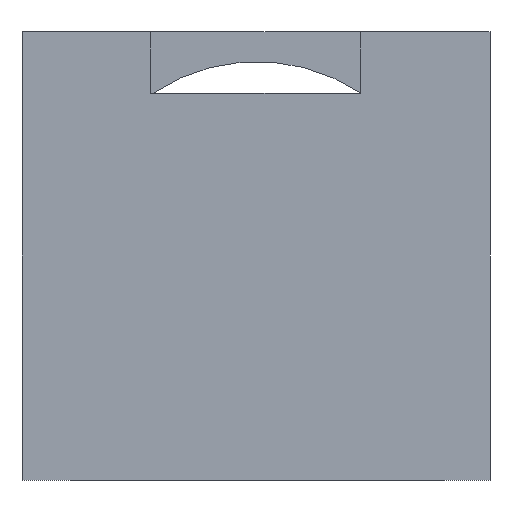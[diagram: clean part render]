
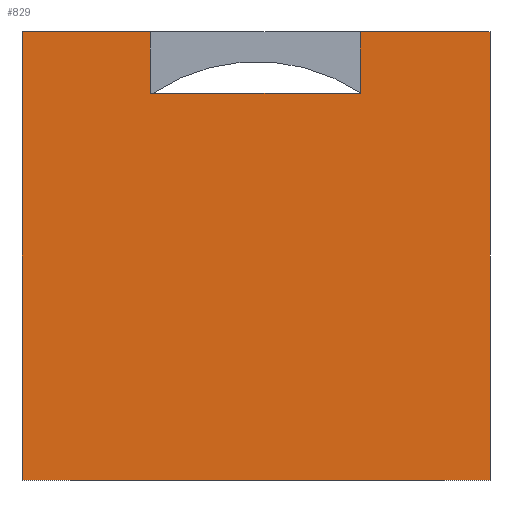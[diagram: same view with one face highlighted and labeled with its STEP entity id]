
A CAD part, front view. The second image highlights one B-rep face of the part: STEP entity #829.
In plain terms, the highlighted planar face has unit normal (0, -1, 0).
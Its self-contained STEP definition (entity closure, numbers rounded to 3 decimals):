
#62=FACE_OUTER_BOUND('',#102,.T.);
#102=EDGE_LOOP('',(#704,#705,#706,#707,#708,#709,#710,#711));
#140=LINE('',#1165,#246);
#144=LINE('',#1173,#250);
#169=LINE('',#1245,#275);
#175=LINE('',#1256,#281);
#177=LINE('',#1259,#283);
#193=LINE('',#1294,#299);
#212=LINE('',#1329,#318);
#213=LINE('',#1330,#319);
#246=VECTOR('',#938,10.);
#250=VECTOR('',#942,10.);
#275=VECTOR('',#1003,10.);
#281=VECTOR('',#1011,10.);
#283=VECTOR('',#1015,10.);
#299=VECTOR('',#1049,10.);
#318=VECTOR('',#1076,10.);
#319=VECTOR('',#1077,10.);
#347=VERTEX_POINT('',#1162);
#348=VERTEX_POINT('',#1164);
#351=VERTEX_POINT('',#1170);
#352=VERTEX_POINT('',#1172);
#381=VERTEX_POINT('',#1244);
#385=VERTEX_POINT('',#1255);
#394=VERTEX_POINT('',#1290);
#395=VERTEX_POINT('',#1292);
#433=EDGE_CURVE('',#348,#347,#140,.T.);
#437=EDGE_CURVE('',#352,#351,#144,.T.);
#473=EDGE_CURVE('',#351,#381,#169,.T.);
#479=EDGE_CURVE('',#385,#348,#175,.T.);
#481=EDGE_CURVE('',#381,#385,#177,.T.);
#499=EDGE_CURVE('',#394,#395,#193,.T.);
#518=EDGE_CURVE('',#347,#394,#212,.T.);
#519=EDGE_CURVE('',#395,#352,#213,.T.);
#704=ORIENTED_EDGE('',*,*,#479,.T.);
#705=ORIENTED_EDGE('',*,*,#433,.T.);
#706=ORIENTED_EDGE('',*,*,#518,.T.);
#707=ORIENTED_EDGE('',*,*,#499,.T.);
#708=ORIENTED_EDGE('',*,*,#519,.T.);
#709=ORIENTED_EDGE('',*,*,#437,.T.);
#710=ORIENTED_EDGE('',*,*,#473,.T.);
#711=ORIENTED_EDGE('',*,*,#481,.T.);
#790=PLANE('',#884);
#829=ADVANCED_FACE('',(#62),#790,.T.);
#884=AXIS2_PLACEMENT_3D('',#1328,#1074,#1075);
#938=DIRECTION('',(-1.,0.,0.));
#942=DIRECTION('',(-1.,0.,0.));
#1003=DIRECTION('',(0.,0.,-1.));
#1011=DIRECTION('',(0.,0.,1.));
#1015=DIRECTION('',(-1.,0.,0.));
#1049=DIRECTION('',(1.,0.,0.));
#1074=DIRECTION('center_axis',(0.,-1.,0.));
#1075=DIRECTION('ref_axis',(0.,0.,-1.));
#1076=DIRECTION('',(0.,0.,-1.));
#1077=DIRECTION('',(0.,0.,1.));
#1162=CARTESIAN_POINT('',(-7.278,-26.245,6.698));
#1164=CARTESIAN_POINT('',(-3.298,-26.245,6.698));
#1165=CARTESIAN_POINT('',(7.222,-26.245,6.698));
#1170=CARTESIAN_POINT('',(3.208,-26.245,6.698));
#1172=CARTESIAN_POINT('',(7.222,-26.245,6.698));
#1173=CARTESIAN_POINT('',(7.222,-26.245,6.698));
#1244=CARTESIAN_POINT('',(3.208,-26.245,4.8));
#1245=CARTESIAN_POINT('',(3.208,-26.245,3.226));
#1255=CARTESIAN_POINT('',(-3.298,-26.245,4.8));
#1256=CARTESIAN_POINT('',(-3.298,-26.245,2.278));
#1259=CARTESIAN_POINT('',(1.59,-26.245,4.8));
#1290=CARTESIAN_POINT('',(-7.278,-26.245,-7.187));
#1292=CARTESIAN_POINT('',(7.222,-26.245,-7.187));
#1294=CARTESIAN_POINT('',(7.222,-26.245,-7.187));
#1328=CARTESIAN_POINT('Origin',(-0.028,-26.245,-0.245));
#1329=CARTESIAN_POINT('',(-7.278,-26.245,-7.187));
#1330=CARTESIAN_POINT('',(7.222,-26.245,0.));
